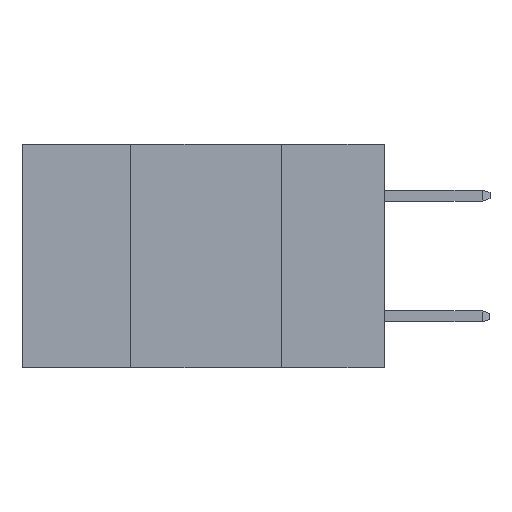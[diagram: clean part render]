
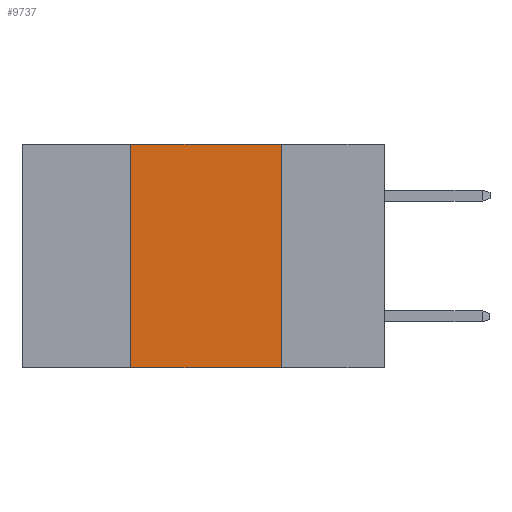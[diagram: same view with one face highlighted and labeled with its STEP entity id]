
A CAD part, left-side view. The second image highlights one B-rep face of the part: STEP entity #9737.
In plain terms, the highlighted planar face has unit normal (-1, 0, 0).
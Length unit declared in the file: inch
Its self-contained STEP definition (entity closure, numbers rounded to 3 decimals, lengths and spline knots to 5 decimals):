
#356 = ORIENTED_EDGE ( 'NONE', *, *, #7670, .F. ) ;
#685 = ORIENTED_EDGE ( 'NONE', *, *, #1122, .T. ) ;
#806 = CARTESIAN_POINT ( 'NONE',  ( 0., 0.42, 0. ) ) ;
#953 = DIRECTION ( 'NONE',  ( 0., -1., 0. ) ) ;
#1046 = VECTOR ( 'NONE', #12541, 39.37008 ) ;
#1115 = VECTOR ( 'NONE', #9733, 39.37008 ) ;
#1122 = EDGE_CURVE ( 'NONE', #11514, #2879, #13214, .T. ) ;
#1834 = EDGE_LOOP ( 'NONE', ( #356, #3206, #6074, #685 ) ) ;
#2682 = VERTEX_POINT ( 'NONE', #8205 ) ;
#2879 = VERTEX_POINT ( 'NONE', #4354 ) ;
#3010 = LINE ( 'NONE', #11332, #5527 ) ;
#3177 = DIRECTION ( 'NONE',  ( 1., 0., 0. ) ) ;
#3206 = ORIENTED_EDGE ( 'NONE', *, *, #6116, .F. ) ;
#3713 = DIRECTION ( 'NONE',  ( 0., 0., -1. ) ) ;
#4053 = EDGE_CURVE ( 'NONE', #11514, #2682, #10177, .T. ) ;
#4354 = CARTESIAN_POINT ( 'NONE',  ( 0., 0.17, -0.37 ) ) ;
#5249 = CARTESIAN_POINT ( 'NONE',  ( 0., 0.42, -0.37 ) ) ;
#5284 = CARTESIAN_POINT ( 'NONE',  ( 0., 0.6, 0. ) ) ;
#5290 = PLANE ( 'NONE',  #9184 ) ;
#5301 = FACE_OUTER_BOUND ( 'NONE', #1834, .T. ) ;
#5527 = VECTOR ( 'NONE', #3713, 39.37008 ) ;
#6074 = ORIENTED_EDGE ( 'NONE', *, *, #4053, .F. ) ;
#6116 = EDGE_CURVE ( 'NONE', #2682, #9377, #9498, .T. ) ;
#7670 = EDGE_CURVE ( 'NONE', #9377, #2879, #3010, .T. ) ;
#8205 = CARTESIAN_POINT ( 'NONE',  ( 0., 0.42, 0. ) ) ;
#8810 = VECTOR ( 'NONE', #953, 39.37008 ) ;
#9184 = AXIS2_PLACEMENT_3D ( 'NONE', #9706, #3177, #10814 ) ;
#9377 = VERTEX_POINT ( 'NONE', #12350 ) ;
#9498 = LINE ( 'NONE', #5284, #8810 ) ;
#9706 = CARTESIAN_POINT ( 'NONE',  ( 0., 0.6, 0. ) ) ;
#9733 = DIRECTION ( 'NONE',  ( 0., 0., 1. ) ) ;
#9737 = ADVANCED_FACE ( 'NONE', ( #5301 ), #5290, .F. ) ;
#10177 = LINE ( 'NONE', #806, #1115 ) ;
#10814 = DIRECTION ( 'NONE',  ( 0., 0., -1. ) ) ;
#11332 = CARTESIAN_POINT ( 'NONE',  ( 0., 0.17, 0. ) ) ;
#11514 = VERTEX_POINT ( 'NONE', #5249 ) ;
#12350 = CARTESIAN_POINT ( 'NONE',  ( 0., 0.17, 0. ) ) ;
#12469 = CARTESIAN_POINT ( 'NONE',  ( 0., 0.6, -0.37 ) ) ;
#12541 = DIRECTION ( 'NONE',  ( 0., -1., 0. ) ) ;
#13214 = LINE ( 'NONE', #12469, #1046 ) ;
